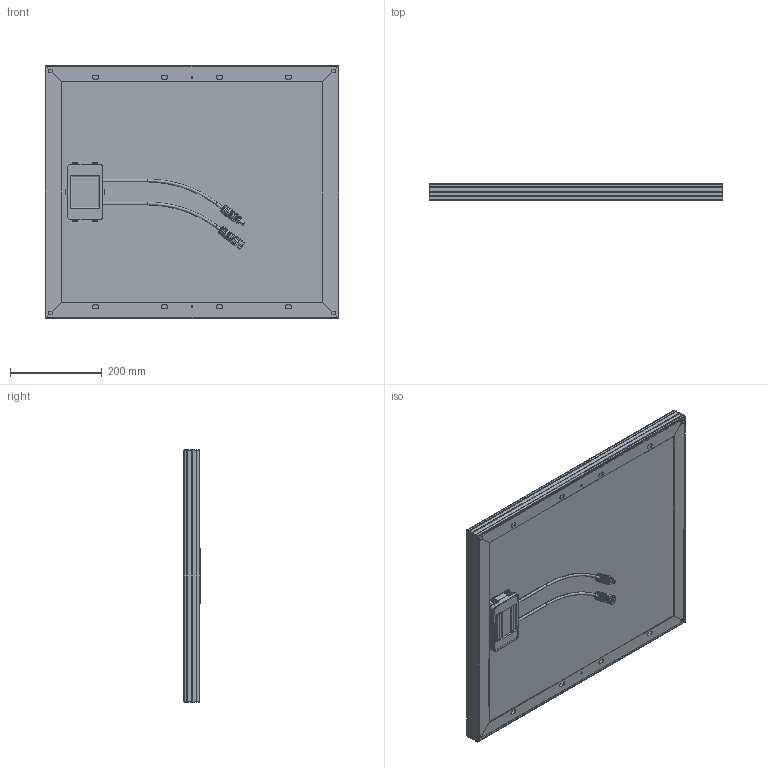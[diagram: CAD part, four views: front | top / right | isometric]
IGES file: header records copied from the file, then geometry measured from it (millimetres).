
Start section: SolidWorks IGES file using analytic representation for surfaces
Global section: file name: 0088 - Panneau Unisun 50-12 M.IGS; native system: SolidWorks 2012; preprocessor: SolidWorks 2012; author: yoann; date: 170405.141637; units: millimetre
Bounding box: 640 x 35.15 x 550 mm (x, y, z)
Surface area: 1988839.7 mm2 (no closed solid volume)
Topology: 0 solids, 0 shells, 1491 faces, 17109 edges, 17109 vertices
Faces by surface type: bspline 980, revolution 511
